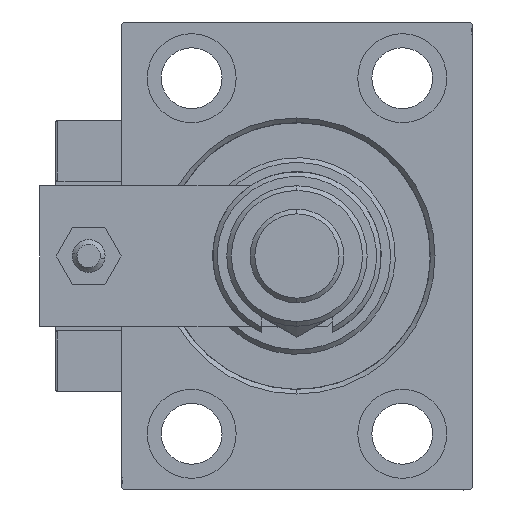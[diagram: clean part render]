
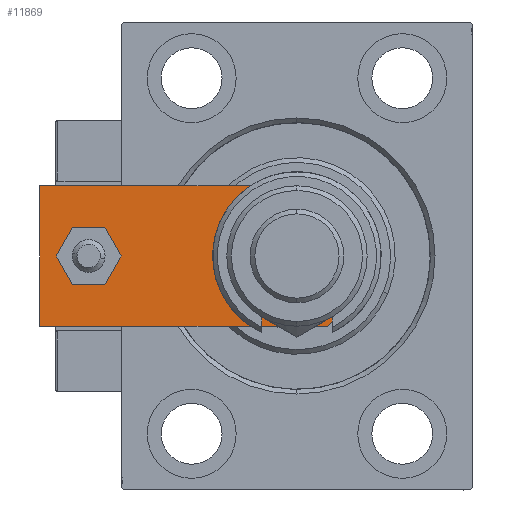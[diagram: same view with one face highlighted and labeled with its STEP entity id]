
A CAD part, left-side view. The second image highlights one B-rep face of the part: STEP entity #11869.
In plain terms, the highlighted face is planar.
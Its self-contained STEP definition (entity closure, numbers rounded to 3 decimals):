
#410 = DIRECTION ( 'NONE',  ( 0., 0., 1. ) ) ;
#1760 = AXIS2_PLACEMENT_3D ( 'NONE', #29577, #53845, #50561 ) ;
#1945 = LINE ( 'NONE', #14769, #44699 ) ;
#2366 = CIRCLE ( 'NONE', #23288, 4. ) ;
#4139 = VERTEX_POINT ( 'NONE', #50861 ) ;
#4632 = VERTEX_POINT ( 'NONE', #7438 ) ;
#5402 = LINE ( 'NONE', #22576, #27631 ) ;
#5716 = VECTOR ( 'NONE', #10205, 1000. ) ;
#5806 = CARTESIAN_POINT ( 'NONE',  ( 15., 70., 8. ) ) ;
#5824 = ORIENTED_EDGE ( 'NONE', *, *, #6688, .F. ) ;
#5918 = CARTESIAN_POINT ( 'NONE',  ( 10., 15., 8. ) ) ;
#6688 = EDGE_CURVE ( 'NONE', #4632, #53867, #52282, .T. ) ;
#7438 = CARTESIAN_POINT ( 'NONE',  ( -10., 15., 8. ) ) ;
#7667 = ORIENTED_EDGE ( 'NONE', *, *, #44759, .T. ) ;
#8356 = EDGE_LOOP ( 'NONE', ( #5824, #33847 ) ) ;
#8492 = VECTOR ( 'NONE', #17034, 1000. ) ;
#8717 = FACE_OUTER_BOUND ( 'NONE', #42316, .T. ) ;
#9328 = CIRCLE ( 'NONE', #36373, 4. ) ;
#10205 = DIRECTION ( 'NONE',  ( 0.707, 0.707, 0. ) ) ;
#11869 = ADVANCED_FACE ( 'NONE', ( #38157, #8717, #24831 ), #37886, .T. ) ;
#12159 = DIRECTION ( 'NONE',  ( 1., 0., 0. ) ) ;
#13337 = CARTESIAN_POINT ( 'NONE',  ( 0., 0., 8. ) ) ;
#13965 = EDGE_CURVE ( 'NONE', #53867, #4632, #14250, .T. ) ;
#14250 = CIRCLE ( 'NONE', #22124, 10. ) ;
#14499 = LINE ( 'NONE', #31128, #45356 ) ;
#14769 = CARTESIAN_POINT ( 'NONE',  ( -15., 70., 8. ) ) ;
#15011 = CARTESIAN_POINT ( 'NONE',  ( 15., 8.5, 8. ) ) ;
#17002 = DIRECTION ( 'NONE',  ( 1., 0., 0. ) ) ;
#17034 = DIRECTION ( 'NONE',  ( -1., 0., 0. ) ) ;
#17161 = DIRECTION ( 'NONE',  ( 0., 0., 1. ) ) ;
#17802 = DIRECTION ( 'NONE',  ( 0., 0., 1. ) ) ;
#18205 = CARTESIAN_POINT ( 'NONE',  ( 4., 59.5, 8. ) ) ;
#18671 = CARTESIAN_POINT ( 'NONE',  ( 3.25, -3.25, 8. ) ) ;
#19997 = ORIENTED_EDGE ( 'NONE', *, *, #35771, .T. ) ;
#21139 = CARTESIAN_POINT ( 'NONE',  ( 0., 15., 8. ) ) ;
#21288 = EDGE_CURVE ( 'NONE', #46795, #4139, #5402, .T. ) ;
#21384 = LINE ( 'NONE', #26285, #8492 ) ;
#21654 = CARTESIAN_POINT ( 'NONE',  ( 0., 59.5, 8. ) ) ;
#21838 = VERTEX_POINT ( 'NONE', #5806 ) ;
#22124 = AXIS2_PLACEMENT_3D ( 'NONE', #21139, #410, #12159 ) ;
#22576 = CARTESIAN_POINT ( 'NONE',  ( -3.25, -3.25, 8. ) ) ;
#23288 = AXIS2_PLACEMENT_3D ( 'NONE', #33379, #17802, #17002 ) ;
#24831 = FACE_BOUND ( 'NONE', #8356, .T. ) ;
#25489 = EDGE_CURVE ( 'NONE', #37243, #40589, #2366, .T. ) ;
#25851 = DIRECTION ( 'NONE',  ( 0.707, -0.707, 0. ) ) ;
#26140 = VERTEX_POINT ( 'NONE', #15011 ) ;
#26285 = CARTESIAN_POINT ( 'NONE',  ( 15., 70., 8. ) ) ;
#26958 = VERTEX_POINT ( 'NONE', #52357 ) ;
#27631 = VECTOR ( 'NONE', #25851, 1000. ) ;
#27944 = ORIENTED_EDGE ( 'NONE', *, *, #25489, .F. ) ;
#29423 = ORIENTED_EDGE ( 'NONE', *, *, #51692, .T. ) ;
#29577 = CARTESIAN_POINT ( 'NONE',  ( 0., 15., 8. ) ) ;
#29709 = AXIS2_PLACEMENT_3D ( 'NONE', #13337, #17161, #49635 ) ;
#31128 = CARTESIAN_POINT ( 'NONE',  ( -15., 0., 8. ) ) ;
#31561 = DIRECTION ( 'NONE',  ( 0., 1., 0. ) ) ;
#33379 = CARTESIAN_POINT ( 'NONE',  ( 0., 59.5, 8. ) ) ;
#33789 = EDGE_LOOP ( 'NONE', ( #27944, #43043 ) ) ;
#33847 = ORIENTED_EDGE ( 'NONE', *, *, #13965, .F. ) ;
#34204 = CARTESIAN_POINT ( 'NONE',  ( -4., 59.5, 8. ) ) ;
#34774 = LINE ( 'NONE', #18671, #5716 ) ;
#35771 = EDGE_CURVE ( 'NONE', #4139, #49230, #14499, .T. ) ;
#36373 = AXIS2_PLACEMENT_3D ( 'NONE', #21654, #37765, #42373 ) ;
#37243 = VERTEX_POINT ( 'NONE', #34204 ) ;
#37765 = DIRECTION ( 'NONE',  ( 0., 0., 1. ) ) ;
#37886 = PLANE ( 'NONE',  #29709 ) ;
#37965 = CARTESIAN_POINT ( 'NONE',  ( -15., 8.5, 8. ) ) ;
#38157 = FACE_BOUND ( 'NONE', #33789, .T. ) ;
#38639 = EDGE_CURVE ( 'NONE', #26958, #46795, #1945, .T. ) ;
#39738 = LINE ( 'NONE', #51979, #51399 ) ;
#39991 = EDGE_CURVE ( 'NONE', #49230, #26140, #34774, .T. ) ;
#40589 = VERTEX_POINT ( 'NONE', #18205 ) ;
#42316 = EDGE_LOOP ( 'NONE', ( #43135, #49066, #19997, #52760, #29423, #7667 ) ) ;
#42373 = DIRECTION ( 'NONE',  ( 1., 0., 0. ) ) ;
#42840 = CARTESIAN_POINT ( 'NONE',  ( 6.5, 0., 8. ) ) ;
#43043 = ORIENTED_EDGE ( 'NONE', *, *, #44749, .F. ) ;
#43135 = ORIENTED_EDGE ( 'NONE', *, *, #38639, .T. ) ;
#44699 = VECTOR ( 'NONE', #51560, 1000. ) ;
#44749 = EDGE_CURVE ( 'NONE', #40589, #37243, #9328, .T. ) ;
#44759 = EDGE_CURVE ( 'NONE', #21838, #26958, #21384, .T. ) ;
#45356 = VECTOR ( 'NONE', #47768, 1000. ) ;
#46795 = VERTEX_POINT ( 'NONE', #37965 ) ;
#47768 = DIRECTION ( 'NONE',  ( 1., 0., 0. ) ) ;
#49066 = ORIENTED_EDGE ( 'NONE', *, *, #21288, .T. ) ;
#49230 = VERTEX_POINT ( 'NONE', #42840 ) ;
#49635 = DIRECTION ( 'NONE',  ( 1., 0., 0. ) ) ;
#50561 = DIRECTION ( 'NONE',  ( 1., 0., 0. ) ) ;
#50861 = CARTESIAN_POINT ( 'NONE',  ( -6.5, 0., 8. ) ) ;
#51399 = VECTOR ( 'NONE', #31561, 1000. ) ;
#51560 = DIRECTION ( 'NONE',  ( 0., -1., 0. ) ) ;
#51692 = EDGE_CURVE ( 'NONE', #26140, #21838, #39738, .T. ) ;
#51979 = CARTESIAN_POINT ( 'NONE',  ( 15., 0., 8. ) ) ;
#52282 = CIRCLE ( 'NONE', #1760, 10. ) ;
#52357 = CARTESIAN_POINT ( 'NONE',  ( -15., 70., 8. ) ) ;
#52760 = ORIENTED_EDGE ( 'NONE', *, *, #39991, .T. ) ;
#53845 = DIRECTION ( 'NONE',  ( 0., 0., 1. ) ) ;
#53867 = VERTEX_POINT ( 'NONE', #5918 ) ;
